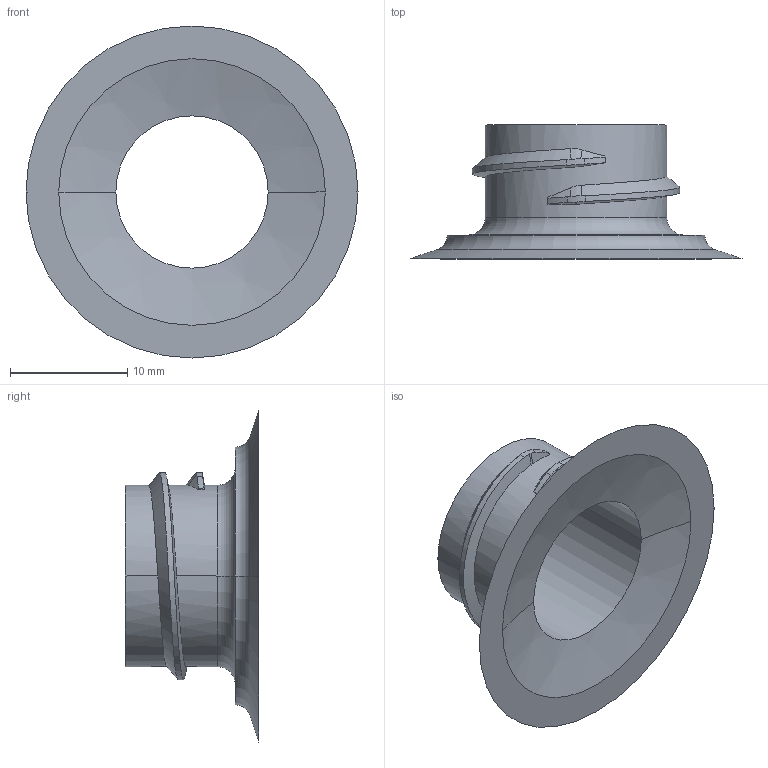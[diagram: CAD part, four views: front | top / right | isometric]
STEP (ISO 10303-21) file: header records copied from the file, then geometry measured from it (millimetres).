
FILE_DESCRIPTION (( 'STEP AP214' ), '1' );
FILE_NAME ('M18SP400.STEP', '2024-11-26T06:22:34', ( '' ), ( '' ), 'SwSTEP 2.0', 'SolidWorks 2019', '' );
FILE_SCHEMA (( 'AUTOMOTIVE_DESIGN' ));
Length unit declared in the file: millimetre
Products named in the file (1): M18SP400
Bounding box: 28.35 x 11.42 x 28.35 mm (x, y, z)
Volume: 1100.9 mm3; surface area: 2003.3 mm2
Topology: 1 solids, 1 shells, 35 faces, 88 edges, 56 vertices
Faces by surface type: bspline 15, cylinder 7, plane 5, sphere 4, torus 4
Entity records: 1521 total; most frequent: CARTESIAN_POINT 768, ORIENTED_EDGE 176, DIRECTION 113, EDGE_CURVE 88, VERTEX_POINT 56, AXIS2_PLACEMENT_3D 49, EDGE_LOOP 38, FACE_OUTER_BOUND 35
